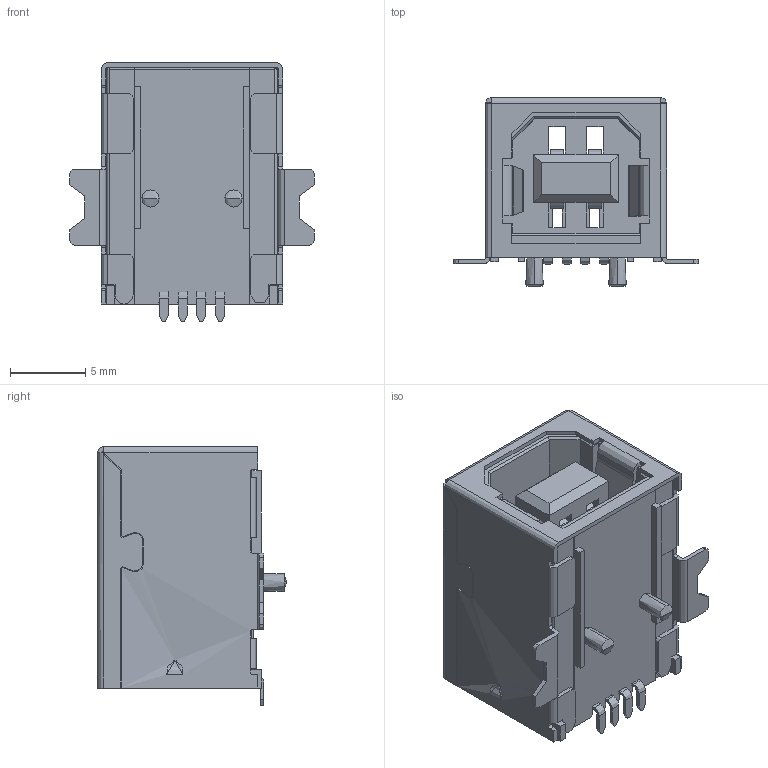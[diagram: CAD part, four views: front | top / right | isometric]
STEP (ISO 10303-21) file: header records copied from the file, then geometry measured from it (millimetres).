
FILE_DESCRIPTION (( 'STEP AP214' ), '1' );
FILE_NAME ('Harwin M701-370442.STEP', '2016-03-12T04:35:19', ( '' ), ( '' ), 'SwSTEP 2.0', 'SolidWorks 2015', '' );
FILE_SCHEMA (( 'AUTOMOTIVE_DESIGN' ));
Length unit declared in the file: millimetre
Products named in the file (5): M701-370442_MOULD; M701-370442_SHELL; M701-370442_LOWERPIN; Harwin M701-370442; M701-370442_UPPERPIN
Assembly tree (6 placements, depth 2):
  Harwin M701-370442
    M701-370442_MOULD
    M701-370442_UPPERPIN  x2
    M701-370442_LOWERPIN  x2
    M701-370442_SHELL
Bounding box: 16.2 x 12.5 x 17.15 mm (x, y, z)
Volume: 1025.1 mm3
Topology: 5 solids, 8 shells, 601 faces, 1648 edges, 1044 vertices
Faces by surface type: plane 427, cylinder 158, bspline 16
Full cylindrical faces by diameter (mm): 0.917 x1
Entity records: 16727 total; most frequent: CARTESIAN_POINT 3295, ORIENTED_EDGE 2845, DIRECTION 2675, EDGE_CURVE 1430, LINE 1109, VECTOR 1109, VERTEX_POINT 913, AXIS2_PLACEMENT_3D 783
